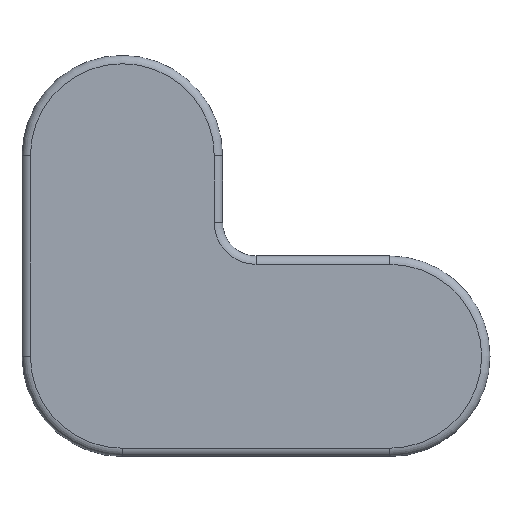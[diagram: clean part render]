
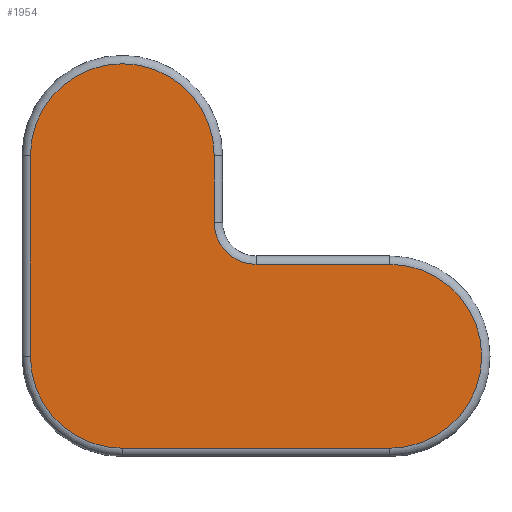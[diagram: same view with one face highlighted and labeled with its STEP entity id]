
A CAD part, front view. The second image highlights one B-rep face of the part: STEP entity #1954.
In plain terms, the highlighted planar face has unit normal (0, -1, 0).
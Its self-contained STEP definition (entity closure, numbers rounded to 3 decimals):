
#12 = DIRECTION ( 'NONE',  ( -1., 0., 0. ) ) ;
#20 = VERTEX_POINT ( 'NONE', #1528 ) ;
#40 = LINE ( 'NONE', #857, #1620 ) ;
#101 = CIRCLE ( 'NONE', #654, 27.5 ) ;
#154 = CARTESIAN_POINT ( 'NONE',  ( 62.5, 0., 27.5 ) ) ;
#162 = DIRECTION ( 'NONE',  ( 0., 1., 0. ) ) ;
#241 = CARTESIAN_POINT ( 'NONE',  ( -17.5, 0., -27.5 ) ) ;
#287 = EDGE_CURVE ( 'NONE', #737, #396, #2648, .T. ) ;
#310 = CARTESIAN_POINT ( 'NONE',  ( 62.5, 0., -27.5 ) ) ;
#332 = ORIENTED_EDGE ( 'NONE', *, *, #689, .T. ) ;
#380 = FACE_OUTER_BOUND ( 'NONE', #804, .T. ) ;
#396 = VERTEX_POINT ( 'NONE', #154 ) ;
#397 = CARTESIAN_POINT ( 'NONE',  ( 0., 0., 0. ) ) ;
#417 = VECTOR ( 'NONE', #12, 1000. ) ;
#424 = ORIENTED_EDGE ( 'NONE', *, *, #507, .T. ) ;
#444 = CIRCLE ( 'NONE', #1359, 27.5 ) ;
#489 = EDGE_CURVE ( 'NONE', #396, #20, #1293, .T. ) ;
#507 = EDGE_CURVE ( 'NONE', #1556, #692, #40, .T. ) ;
#654 = AXIS2_PLACEMENT_3D ( 'NONE', #695, #1329, #2566 ) ;
#689 = EDGE_CURVE ( 'NONE', #1370, #1033, #2568, .T. ) ;
#692 = VERTEX_POINT ( 'NONE', #1310 ) ;
#695 = CARTESIAN_POINT ( 'NONE',  ( -17.5, 0., 60. ) ) ;
#698 = CARTESIAN_POINT ( 'NONE',  ( -45., 0., 0. ) ) ;
#737 = VERTEX_POINT ( 'NONE', #310 ) ;
#804 = EDGE_LOOP ( 'NONE', ( #1828, #1525, #2173, #1660, #424, #1163, #332, #1922 ) ) ;
#857 = CARTESIAN_POINT ( 'NONE',  ( 10., 0., 60. ) ) ;
#942 = DIRECTION ( 'NONE',  ( 0., -1., 0. ) ) ;
#949 = VECTOR ( 'NONE', #1974, 1000. ) ;
#1016 = VECTOR ( 'NONE', #1252, 1000. ) ;
#1033 = VERTEX_POINT ( 'NONE', #698 ) ;
#1038 = DIRECTION ( 'NONE',  ( 0., 1., 0. ) ) ;
#1163 = ORIENTED_EDGE ( 'NONE', *, *, #1904, .T. ) ;
#1252 = DIRECTION ( 'NONE',  ( 1., 0., 0. ) ) ;
#1293 = LINE ( 'NONE', #1847, #417 ) ;
#1310 = CARTESIAN_POINT ( 'NONE',  ( 10., 0., 60. ) ) ;
#1329 = DIRECTION ( 'NONE',  ( 0., -1., 0. ) ) ;
#1359 = AXIS2_PLACEMENT_3D ( 'NONE', #1531, #2592, #2201 ) ;
#1370 = VERTEX_POINT ( 'NONE', #1457 ) ;
#1394 = EDGE_CURVE ( 'NONE', #2097, #737, #1817, .T. ) ;
#1410 = DIRECTION ( 'NONE',  ( 0., 0., 1. ) ) ;
#1457 = CARTESIAN_POINT ( 'NONE',  ( -45., 0., 60. ) ) ;
#1513 = EDGE_CURVE ( 'NONE', #1033, #2097, #444, .T. ) ;
#1525 = ORIENTED_EDGE ( 'NONE', *, *, #287, .T. ) ;
#1528 = CARTESIAN_POINT ( 'NONE',  ( 22.5, 0., 27.5 ) ) ;
#1531 = CARTESIAN_POINT ( 'NONE',  ( -17.5, 0., 0. ) ) ;
#1547 = CIRCLE ( 'NONE', #1567, 12.5 ) ;
#1556 = VERTEX_POINT ( 'NONE', #1759 ) ;
#1567 = AXIS2_PLACEMENT_3D ( 'NONE', #2672, #1038, #1410 ) ;
#1593 = AXIS2_PLACEMENT_3D ( 'NONE', #397, #162, #1819 ) ;
#1620 = VECTOR ( 'NONE', #1930, 1000. ) ;
#1647 = CARTESIAN_POINT ( 'NONE',  ( 62.5, 0., -27.5 ) ) ;
#1660 = ORIENTED_EDGE ( 'NONE', *, *, #1939, .T. ) ;
#1759 = CARTESIAN_POINT ( 'NONE',  ( 10., 0., 40. ) ) ;
#1817 = LINE ( 'NONE', #1647, #1016 ) ;
#1819 = DIRECTION ( 'NONE',  ( 0., 0., 1. ) ) ;
#1828 = ORIENTED_EDGE ( 'NONE', *, *, #1394, .T. ) ;
#1847 = CARTESIAN_POINT ( 'NONE',  ( 22.5, 0., 27.5 ) ) ;
#1862 = AXIS2_PLACEMENT_3D ( 'NONE', #2185, #942, #2397 ) ;
#1904 = EDGE_CURVE ( 'NONE', #692, #1370, #101, .T. ) ;
#1922 = ORIENTED_EDGE ( 'NONE', *, *, #1513, .T. ) ;
#1930 = DIRECTION ( 'NONE',  ( 0., 0., 1. ) ) ;
#1939 = EDGE_CURVE ( 'NONE', #20, #1556, #1547, .T. ) ;
#1954 = ADVANCED_FACE ( 'NONE', ( #380 ), #2048, .F. ) ;
#1965 = CARTESIAN_POINT ( 'NONE',  ( -45., 0., 0. ) ) ;
#1974 = DIRECTION ( 'NONE',  ( 0., 0., -1. ) ) ;
#2048 = PLANE ( 'NONE',  #1593 ) ;
#2097 = VERTEX_POINT ( 'NONE', #241 ) ;
#2173 = ORIENTED_EDGE ( 'NONE', *, *, #489, .T. ) ;
#2185 = CARTESIAN_POINT ( 'NONE',  ( 62.5, 0., 0. ) ) ;
#2201 = DIRECTION ( 'NONE',  ( 0., 0., 1. ) ) ;
#2397 = DIRECTION ( 'NONE',  ( 0., 0., 1. ) ) ;
#2566 = DIRECTION ( 'NONE',  ( 0., 0., 1. ) ) ;
#2568 = LINE ( 'NONE', #1965, #949 ) ;
#2592 = DIRECTION ( 'NONE',  ( 0., -1., 0. ) ) ;
#2648 = CIRCLE ( 'NONE', #1862, 27.5 ) ;
#2672 = CARTESIAN_POINT ( 'NONE',  ( 22.5, 0., 40. ) ) ;
